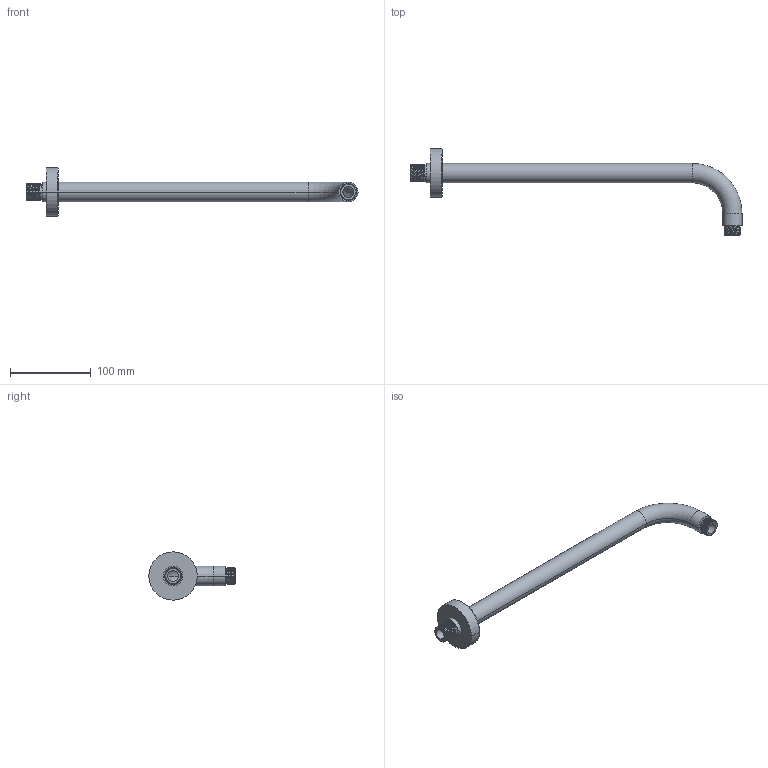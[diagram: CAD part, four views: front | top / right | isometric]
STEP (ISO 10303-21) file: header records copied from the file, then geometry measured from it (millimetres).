
FILE_DESCRIPTION((''),'2;1');
FILE_NAME('MA-RB100CP','2019-12-11T',('Administrator'),(''),'PRO/ENGINEER BY PARAMETRIC TECHNOLOGY CORPORATION, 2010280','PRO/ENGINEER BY PARAMETRIC TECHNOLOGY CORPORATION, 2010280','');
FILE_SCHEMA(('CONFIG_CONTROL_DESIGN'));
Length unit declared in the file: millimetre
Products named in the file (1): MA-RB100CP
Bounding box: 412 x 107 x 60 mm (x, y, z)
Volume: 99912.4 mm3; surface area: 69917.4 mm2
Topology: 1 solids, 1 shells, 82 faces, 201 edges, 128 vertices
Faces by surface type: cylinder 48, bspline 12, plane 10, torus 6, cone 6
Entity records: 4757 total; most frequent: CARTESIAN_POINT 2919, ORIENTED_EDGE 402, DIRECTION 321, EDGE_CURVE 201, AXIS2_PLACEMENT_3D 128, VERTEX_POINT 128, EDGE_LOOP 91, FACE_OUTER_BOUND 82
